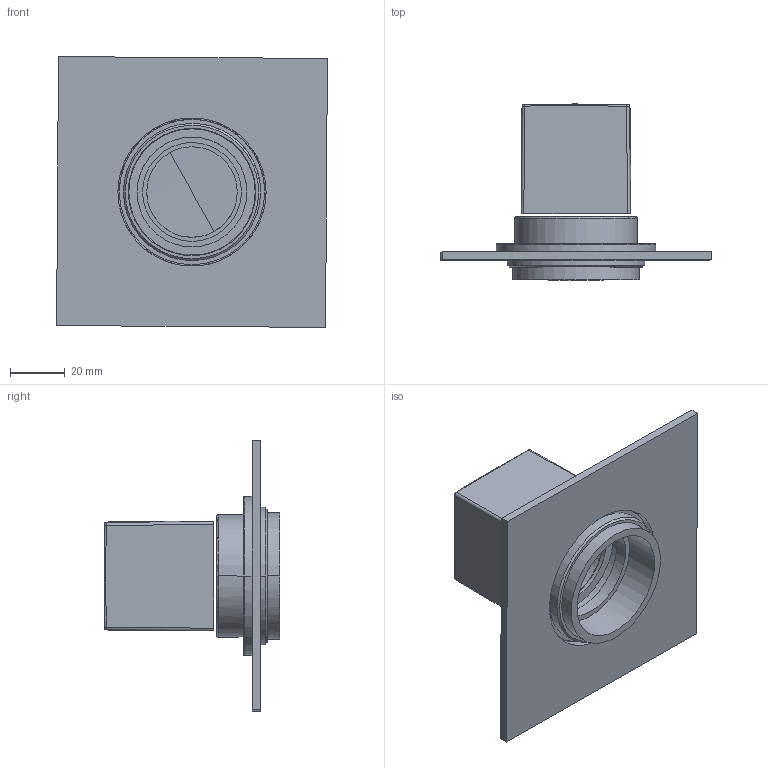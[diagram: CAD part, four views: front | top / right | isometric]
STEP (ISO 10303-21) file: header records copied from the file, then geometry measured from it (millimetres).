
FILE_DESCRIPTION(('CATIA V5 STEP Exchange','CAx-IF Rec.Pracs.--- Model Styling and Organization---1.5--- 2016-08-15','CAx-IF Rec.Pracs.---Supplemental Geometry---1.0---2011-11-01','CAx-IF Rec.Pracs.--- Composite Materials ---3.4---2017-06-13','CAx-IF Rec.Pracs.---Tessellated 3D Geometry---1.0---2015-12-17'),'2;1');
FILE_NAME('NE003310.stp','2024-11-21T14:13:24+00:00',('none'),('none'),'CATIA Version 5-6 Release 2020 SP2','CATIA V5 STEP AP242 v2','none');
FILE_SCHEMA(('AP242_MANAGED_MODEL_BASED_3D_ENGINEERING_MIM_LF {1 0 10303 442 1 1 4}'));
Length unit declared in the file: millimetre
Products named in the file (1): NE003310
Bounding box: 98.66 x 64.1 x 98.66 mm (x, y, z)
Volume: 36776.7 mm3; surface area: 37756.3 mm2
Topology: 3 solids, 28 shells, 73 faces, 240 edges, 202 vertices
Faces by surface type: cylinder 28, plane 21, bspline 8, torus 8, cone 6, sphere 2
Entity records: 3814 total; most frequent: CARTESIAN_POINT 1892, ORIENTED_EDGE 356, DIRECTION 257, EDGE_CURVE 238, VERTEX_POINT 202, AXIS2_PLACEMENT_3D 136, EDGE_LOOP 87, B_SPLINE_CURVE_WITH_KNOTS 87
